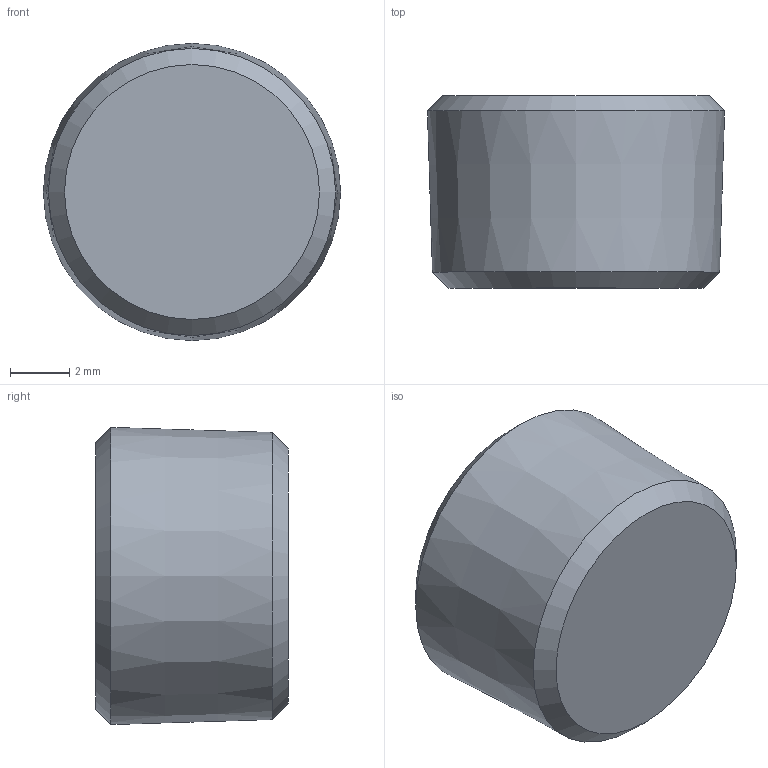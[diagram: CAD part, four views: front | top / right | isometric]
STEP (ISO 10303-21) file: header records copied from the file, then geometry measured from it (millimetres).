
FILE_DESCRIPTION(/* description */ ('STEP AP214'),/* implementation_level */ '2;1');
FILE_NAME(/* name */ '173985_B-1_8-NPT',/* time_stamp */ '2024-08-02T06:40:06+02:00',/* author */ ('License CC BY-ND 4.0'),/* organization */ ('CADENAS'),/* preprocessor_version */ 'ST-DEVELOPER v19.3',/* originating_system */ 'PARTsolutions',/* authorisation */ ' ');
FILE_SCHEMA (('AUTOMOTIVE_DESIGN {1 0 10303 214 3 1 1}'));
Length unit declared in the file: millimetre
Products named in the file (1): 173985 B-1/8-NPT
Bounding box: 10.04 x 6.5 x 10.04 mm (x, y, z)
Volume: 392.5 mm3; surface area: 403.9 mm2
Topology: 1 solids, 1 shells, 15 faces, 33 edges, 21 vertices
Faces by surface type: plane 9, cone 5, cylinder 1
Full cylindrical faces by diameter (mm): 4.366 x1
Entity records: 408 total; most frequent: CARTESIAN_POINT 85, DIRECTION 58, ORIENTED_EDGE 50, EDGE_CURVE 25, FACE_BOUND 23, AXIS2_PLACEMENT_3D 23, EDGE_LOOP 22, VERTEX_POINT 20
